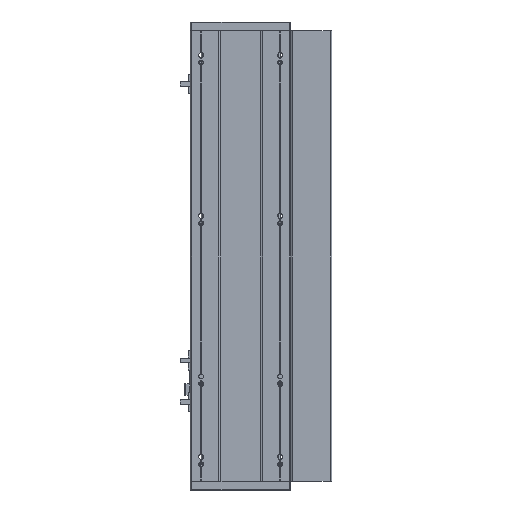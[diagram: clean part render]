
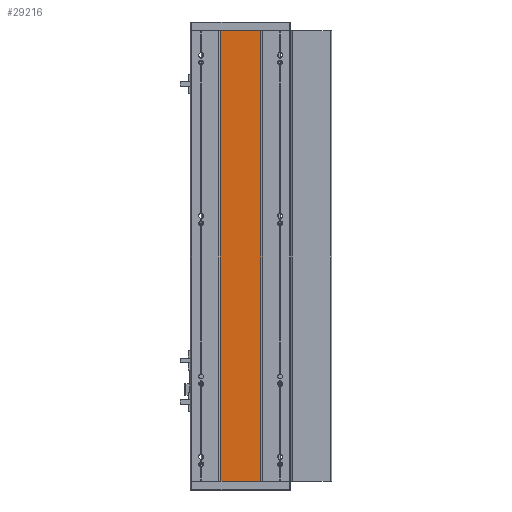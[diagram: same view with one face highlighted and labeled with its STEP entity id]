
A CAD part, front view. The second image highlights one B-rep face of the part: STEP entity #29216.
In plain terms, the highlighted planar face has unit normal (0, -1, 0).
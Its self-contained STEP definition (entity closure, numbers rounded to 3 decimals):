
#854 = CARTESIAN_POINT ( 'NONE',  ( 27.257, 1.5, 605. ) ) ;
#1991 = VERTEX_POINT ( 'NONE', #19829 ) ;
#4414 = FACE_OUTER_BOUND ( 'NONE', #6267, .T. ) ;
#4484 = DIRECTION ( 'NONE',  ( 0., 0., 1. ) ) ;
#5895 = CARTESIAN_POINT ( 'NONE',  ( 27.257, 1.5, 0. ) ) ;
#6267 = EDGE_LOOP ( 'NONE', ( #13402, #10932, #44351, #18908 ) ) ;
#6509 = CARTESIAN_POINT ( 'NONE',  ( -27.257, 1.5, 0. ) ) ;
#6520 = VECTOR ( 'NONE', #4484, 1000. ) ;
#10932 = ORIENTED_EDGE ( 'NONE', *, *, #26200, .T. ) ;
#13402 = ORIENTED_EDGE ( 'NONE', *, *, #45673, .F. ) ;
#13559 = LINE ( 'NONE', #28946, #33535 ) ;
#13976 = LINE ( 'NONE', #34492, #15693 ) ;
#15151 = AXIS2_PLACEMENT_3D ( 'NONE', #35095, #27841, #23924 ) ;
#15553 = CARTESIAN_POINT ( 'NONE',  ( -28.5, 1.5, 605. ) ) ;
#15693 = VECTOR ( 'NONE', #34330, 1000. ) ;
#18908 = ORIENTED_EDGE ( 'NONE', *, *, #32968, .T. ) ;
#19829 = CARTESIAN_POINT ( 'NONE',  ( 27.257, 1.5, 605. ) ) ;
#23285 = DIRECTION ( 'NONE',  ( 1., 0., 0. ) ) ;
#23924 = DIRECTION ( 'NONE',  ( -1., 0., 0. ) ) ;
#24706 = LINE ( 'NONE', #854, #6520 ) ;
#25307 = LINE ( 'NONE', #15553, #33499 ) ;
#26200 = EDGE_CURVE ( 'NONE', #40701, #42570, #13559, .T. ) ;
#27841 = DIRECTION ( 'NONE',  ( 0., 1., 0. ) ) ;
#28946 = CARTESIAN_POINT ( 'NONE',  ( -27.257, 1.5, 0. ) ) ;
#29216 = ADVANCED_FACE ( 'NONE', ( #4414 ), #42829, .F. ) ;
#29350 = VERTEX_POINT ( 'NONE', #5895 ) ;
#29937 = DIRECTION ( 'NONE',  ( 0., 0., -1. ) ) ;
#32968 = EDGE_CURVE ( 'NONE', #29350, #1991, #24706, .T. ) ;
#33499 = VECTOR ( 'NONE', #23285, 1000. ) ;
#33535 = VECTOR ( 'NONE', #29937, 1000. ) ;
#34330 = DIRECTION ( 'NONE',  ( 1., 0., 0. ) ) ;
#34492 = CARTESIAN_POINT ( 'NONE',  ( -28.5, 1.5, 0. ) ) ;
#35095 = CARTESIAN_POINT ( 'NONE',  ( -28.5, 1.5, 605. ) ) ;
#37489 = CARTESIAN_POINT ( 'NONE',  ( -27.257, 1.5, 605. ) ) ;
#38118 = EDGE_CURVE ( 'NONE', #42570, #29350, #13976, .T. ) ;
#40701 = VERTEX_POINT ( 'NONE', #37489 ) ;
#42570 = VERTEX_POINT ( 'NONE', #6509 ) ;
#42829 = PLANE ( 'NONE',  #15151 ) ;
#44351 = ORIENTED_EDGE ( 'NONE', *, *, #38118, .T. ) ;
#45673 = EDGE_CURVE ( 'NONE', #40701, #1991, #25307, .T. ) ;
